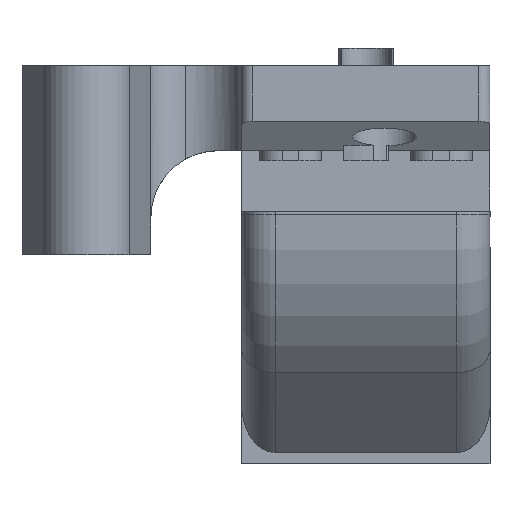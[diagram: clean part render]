
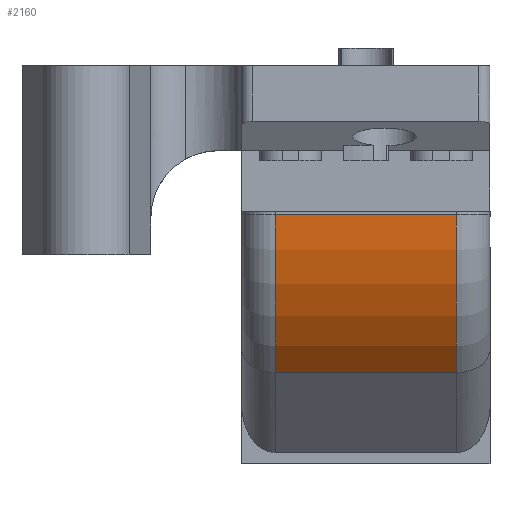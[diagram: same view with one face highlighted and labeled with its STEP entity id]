
A CAD part, front view. The second image highlights one B-rep face of the part: STEP entity #2160.
In plain terms, the highlighted cylindrical face has radius 20 mm (diameter 40 mm), a partial arc.
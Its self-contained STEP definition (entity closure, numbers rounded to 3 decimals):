
#44=CYLINDRICAL_SURFACE('',#2355,20.);
#191=LINE('',#3511,#378);
#192=LINE('',#3512,#379);
#378=VECTOR('',#2779,10.);
#379=VECTOR('',#2780,10.);
#590=FACE_OUTER_BOUND('',#726,.T.);
#726=EDGE_LOOP('',(#1694,#1695,#1696,#1697));
#882=CIRCLE('',#2340,20.);
#888=CIRCLE('',#2350,20.);
#1022=VERTEX_POINT('',#3428);
#1026=VERTEX_POINT('',#3437);
#1040=VERTEX_POINT('',#3472);
#1044=VERTEX_POINT('',#3481);
#1261=EDGE_CURVE('',#1026,#1022,#882,.T.);
#1283=EDGE_CURVE('',#1044,#1040,#888,.T.);
#1298=EDGE_CURVE('',#1026,#1040,#191,.T.);
#1299=EDGE_CURVE('',#1044,#1022,#192,.T.);
#1694=ORIENTED_EDGE('',*,*,#1261,.F.);
#1695=ORIENTED_EDGE('',*,*,#1298,.T.);
#1696=ORIENTED_EDGE('',*,*,#1283,.F.);
#1697=ORIENTED_EDGE('',*,*,#1299,.T.);
#2160=ADVANCED_FACE('',(#590),#44,.T.);
#2340=AXIS2_PLACEMENT_3D('',#3439,#2719,#2720);
#2350=AXIS2_PLACEMENT_3D('',#3483,#2755,#2756);
#2355=AXIS2_PLACEMENT_3D('',#3510,#2777,#2778);
#2719=DIRECTION('center_axis',(1.,0.,0.));
#2720=DIRECTION('ref_axis',(0.,-0.924,-0.383));
#2755=DIRECTION('center_axis',(-1.,0.,0.));
#2756=DIRECTION('ref_axis',(0.,-0.924,-0.383));
#2777=DIRECTION('center_axis',(-1.,0.,0.));
#2778=DIRECTION('ref_axis',(0.,-0.924,-0.383));
#2779=DIRECTION('',(-1.,0.,0.));
#2780=DIRECTION('',(1.,0.,0.));
#3428=CARTESIAN_POINT('',(8.182,49.724,-39.289));
#3437=CARTESIAN_POINT('',(8.182,43.866,-25.147));
#3439=CARTESIAN_POINT('Origin',(8.182,63.866,-25.147));
#3472=CARTESIAN_POINT('',(-8.018,43.866,-25.147));
#3481=CARTESIAN_POINT('',(-8.018,49.724,-39.289));
#3483=CARTESIAN_POINT('Origin',(-8.018,63.866,-25.147));
#3510=CARTESIAN_POINT('Origin',(-1.669,63.866,-25.147));
#3511=CARTESIAN_POINT('',(-1.669,43.866,-25.147));
#3512=CARTESIAN_POINT('',(-1.669,49.724,-39.289));
